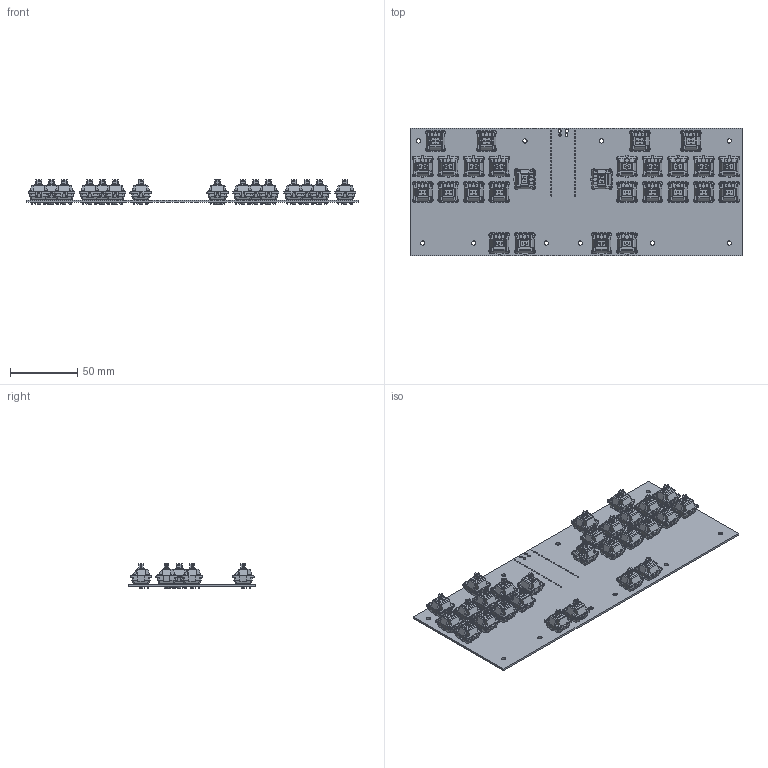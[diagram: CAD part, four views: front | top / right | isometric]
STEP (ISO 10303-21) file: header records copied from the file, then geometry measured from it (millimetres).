
FILE_DESCRIPTION(('KiCad electronic assembly'),'2;1');
FILE_NAME('steno.step','2025-03-01T12:43:11',('Pcbnew'),('Kicad'), 'Open CASCADE STEP processor 7.9','KiCad to STEP converter','Unknown' );
FILE_SCHEMA(('AUTOMOTIVE_DESIGN { 1 0 10303 214 1 1 1 1 }'));
Length unit declared in the file: millimetre
Products named in the file (3): steno 1; mx; steno_PCB
Assembly tree (29 placements, depth 2):
  steno 1
    mx  x28
    steno_PCB
Bounding box: 247.65 x 95.25 x 18.54 mm (x, y, z)
Volume: 77689.7 mm3; surface area: 93191 mm2
Topology: 197 solids, 197 shells, 6640 faces, 17786 edges, 11484 vertices
Faces by surface type: plane 5326, cylinder 922, sphere 224, cone 168
Full cylindrical faces by diameter (mm): 1 x40, 1.5 x56, 1.7 x56, 1.85 x2, 2.2 x2, 3.2 x10, 4 x28
Entity records: 15010 total; most frequent: DIRECTION 2548, CARTESIAN_POINT 2524, ORIENTED_EDGE 2400, EDGE_CURVE 1200, AXIS2_PLACEMENT_3D 912, FACE_BOUND 824, EDGE_LOOP 824, VERTEX_POINT 792
